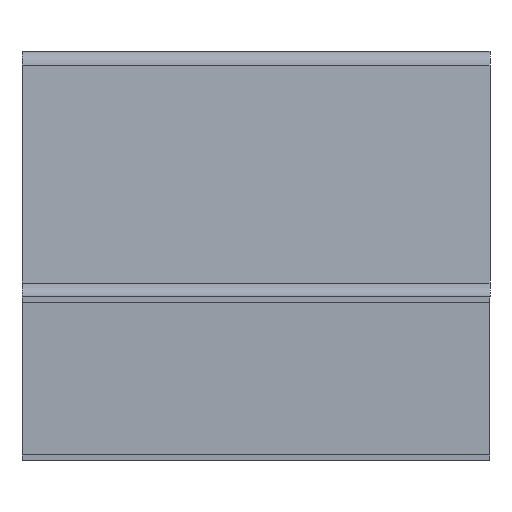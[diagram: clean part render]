
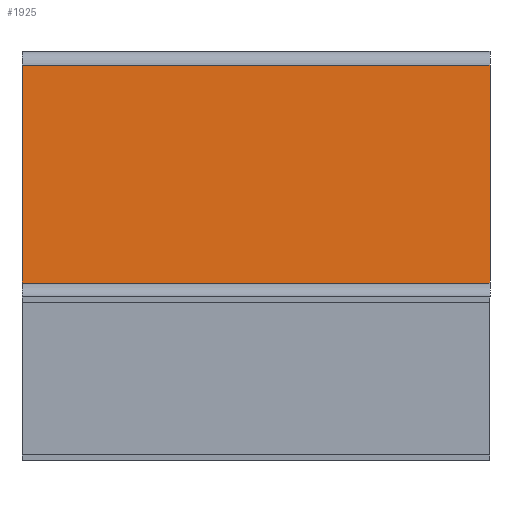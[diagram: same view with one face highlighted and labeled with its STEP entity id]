
A CAD part, left-side view. The second image highlights one B-rep face of the part: STEP entity #1925.
In plain terms, the highlighted planar face has unit normal (-0.999, 0, 0.046).
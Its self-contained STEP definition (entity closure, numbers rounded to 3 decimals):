
#472=ORIENTED_EDGE('',*,*,#712,.T.);
#473=ORIENTED_EDGE('',*,*,#693,.F.);
#474=ORIENTED_EDGE('',*,*,#713,.F.);
#475=ORIENTED_EDGE('',*,*,#710,.T.);
#693=EDGE_CURVE('',#849,#846,#1061,.T.);
#710=EDGE_CURVE('',#861,#860,#1073,.T.);
#712=EDGE_CURVE('',#860,#846,#1074,.T.);
#713=EDGE_CURVE('',#861,#849,#1075,.T.);
#846=VERTEX_POINT('',#2881);
#849=VERTEX_POINT('',#2886);
#860=VERTEX_POINT('',#2920);
#861=VERTEX_POINT('',#2922);
#1061=LINE('',#2887,#1275);
#1073=LINE('',#2921,#1287);
#1074=LINE('',#2925,#1288);
#1075=LINE('',#2926,#1289);
#1275=VECTOR('',#2420,1000.);
#1287=VECTOR('',#2454,1000.);
#1288=VECTOR('',#2459,1000.);
#1289=VECTOR('',#2460,1000.);
#1377=EDGE_LOOP('',(#472,#473,#474,#475));
#1467=FACE_BOUND('',#1377,.T.);
#1552=PLANE('',#2047);
#1925=ADVANCED_FACE('',(#1467),#1552,.F.);
#2047=AXIS2_PLACEMENT_3D('',#2924,#2457,#2458);
#2420=DIRECTION('',(0.,1.,0.));
#2454=DIRECTION('',(0.,1.,0.));
#2457=DIRECTION('',(0.999,0.,-0.046));
#2458=DIRECTION('',(-0.046,0.,-0.999));
#2459=DIRECTION('',(-0.046,0.,-0.999));
#2460=DIRECTION('',(-0.046,0.,-0.999));
#2881=CARTESIAN_POINT('',(-0.575,0.4,0.304));
#2886=CARTESIAN_POINT('',(-0.575,-0.4,0.304));
#2887=CARTESIAN_POINT('',(-0.575,-0.4,0.304));
#2920=CARTESIAN_POINT('',(-0.558,0.4,0.676));
#2921=CARTESIAN_POINT('',(-0.558,-0.4,0.676));
#2922=CARTESIAN_POINT('',(-0.558,-0.4,0.676));
#2924=CARTESIAN_POINT('',(-0.575,-0.4,0.304));
#2925=CARTESIAN_POINT('',(-0.575,0.4,0.304));
#2926=CARTESIAN_POINT('',(-0.575,-0.4,0.304));
